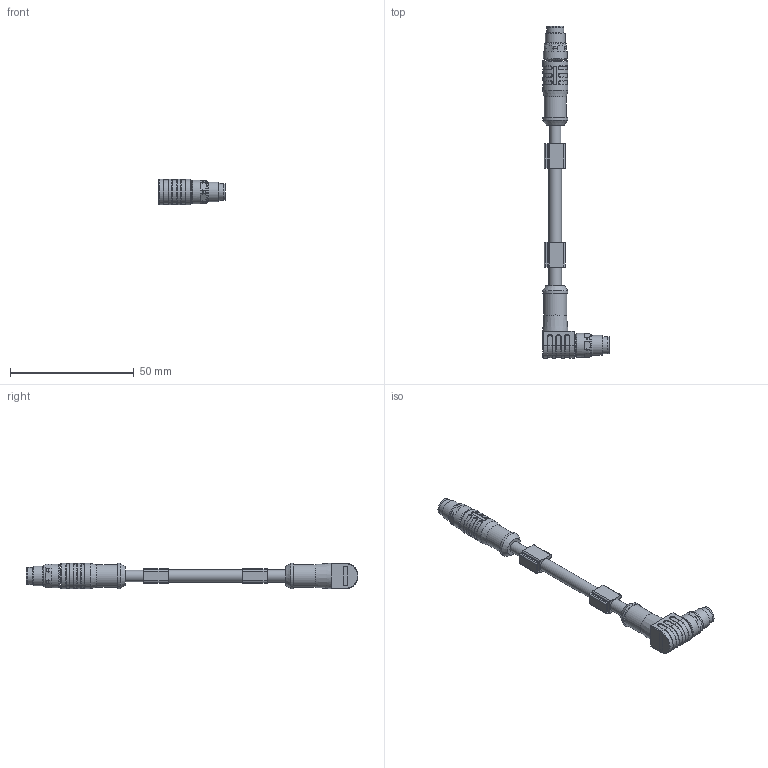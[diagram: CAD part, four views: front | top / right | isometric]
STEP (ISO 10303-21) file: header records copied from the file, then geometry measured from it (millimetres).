
FILE_DESCRIPTION(/* description */ (''),/* implementation_level */ '2;1');
FILE_NAME(/* name */ 'IE-SWSPS4-m-IE-SSPS4.stp',/* time_stamp */ '2018-09-19T12:37:16+02:00',/* author */ (''),/* organization */ (''),/* preprocessor_version */ 'ST-DEVELOPER v16',/* originating_system */ 'SIEMENS PLM Software NX 10.0',/* authorisation */ '');
FILE_SCHEMA (('AUTOMOTIVE_DESIGN { 1 0 10303 214 3 1 1 1 }'));
Length unit declared in the file: millimetre
Products named in the file (1): IE-SWSPS4-m-IE-SSPS4
Bounding box: 27.1 x 134.4 x 10.3 mm (x, y, z)
Volume: 7557.1 mm3; surface area: 4964.1 mm2
Topology: 1 solids, 1 shells, 376 faces, 932 edges, 578 vertices
Faces by surface type: cylinder 140, plane 97, bspline 64, cone 36, torus 31, sphere 8
Full cylindrical faces by diameter (mm): 1 x8, 4.6 x1, 5.1 x2, 5.775 x2, 6.2 x2, 6.85 x2, 6.9 x2, 8 x2, 8.8 x2, 9.1 x1, 9.3 x1, 9.6 x2, 10.3 x3
Entity records: 12442 total; most frequent: CARTESIAN_POINT 4099, DIRECTION 1776, ORIENTED_EDGE 1692, EDGE_CURVE 846, AXIS2_PLACEMENT_3D 745, VERTEX_POINT 548, EDGE_LOOP 456, CIRCLE 430
